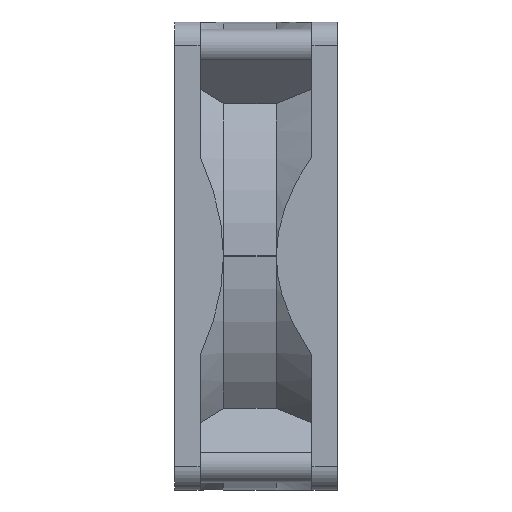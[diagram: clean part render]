
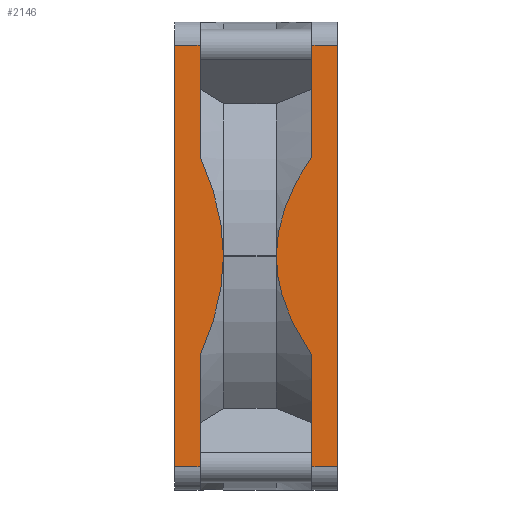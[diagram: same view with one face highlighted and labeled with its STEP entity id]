
A CAD part, left-side view. The second image highlights one B-rep face of the part: STEP entity #2146.
In plain terms, the highlighted planar face has unit normal (-1, 0, 0).
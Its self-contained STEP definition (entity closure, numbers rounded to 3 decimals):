
#545=CARTESIAN_POINT('POINT9980',(-46.,27.,
   19.55));
#546=VERTEX_POINT('VERTEX9980',#545);
#547=CARTESIAN_POINT('POINT9981',(-46.,22.4,
   0.01));
#548=VERTEX_POINT('VERTEX9981',#547);
#549=(BOUNDED_CURVE() B_SPLINE_CURVE(2,(#550,#551,#552),.UNSPECIFIED.,
   .F.,.F.) B_SPLINE_CURVE_WITH_KNOTS((3,3),(0.,
   20.191),.UNSPECIFIED.) CURVE() 
   GEOMETRIC_REPRESENTATION_ITEM() RATIONAL_B_SPLINE_CURVE((1.,
   1.021,1.)) REPRESENTATION_ITEM('SPLINE_CRV942')
   );
#550=CARTESIAN_POINT('',(-46.,27.,19.55));
#551=CARTESIAN_POINT('',(-46.,22.402,
   9.374));
#552=CARTESIAN_POINT('',(-46.,22.4,0.01));
#553=EDGE_CURVE('EDGE14637',#546,#548,#549,.T.);
#578=CARTESIAN_POINT('POINT9982',(-46.,12.,
   0.01));
#579=VERTEX_POINT('VERTEX9982',#578);
#580=CARTESIAN_POINT('POS15217',(-46.,17.2,
   0.01));
#581=DIRECTION('DIR24721',(0.,-1.,
   0.));
#582=VECTOR('VEC5713',#581,1.);
#583=LINE('STRAIGHT5713',#580,#582);
#584=EDGE_CURVE('EDGE14640',#548,#579,#583,.T.);
#603=CARTESIAN_POINT('POINT9983',(-46.,5.,
   19.55));
#604=VERTEX_POINT('VERTEX9983',#603);
#605=(BOUNDED_CURVE() B_SPLINE_CURVE(2,(#606,#607,#608),.UNSPECIFIED.,
   .F.,.F.) B_SPLINE_CURVE_WITH_KNOTS((3,3),(0.,
   21.001),.UNSPECIFIED.) CURVE() 
   GEOMETRIC_REPRESENTATION_ITEM() RATIONAL_B_SPLINE_CURVE((1.,
   1.021,1.)) REPRESENTATION_ITEM('SPLINE_CRV943')
   );
#606=CARTESIAN_POINT('',(-46.,12.,0.01));
#607=CARTESIAN_POINT('',(-46.,11.997,
   9.374));
#608=CARTESIAN_POINT('',(-46.,5.,
   19.55));
#609=EDGE_CURVE('EDGE14642',#579,#604,#605,.T.);
#628=CARTESIAN_POINT('POINT9984',(-46.,5.,
   -19.55));
#629=VERTEX_POINT('VERTEX9984',#628);
#630=CARTESIAN_POINT('POINT9985',(-46.,12.,
   -0.01));
#631=VERTEX_POINT('VERTEX9985',#630);
#632=(BOUNDED_CURVE() B_SPLINE_CURVE(2,(#633,#634,#635),.UNSPECIFIED.,
   .F.,.F.) B_SPLINE_CURVE_WITH_KNOTS((3,3),(0.,
   21.001),.UNSPECIFIED.) CURVE() 
   GEOMETRIC_REPRESENTATION_ITEM() RATIONAL_B_SPLINE_CURVE((1.,
   1.021,1.)) REPRESENTATION_ITEM('SPLINE_CRV944')
   );
#633=CARTESIAN_POINT('',(-46.,5.,
   -19.55));
#634=CARTESIAN_POINT('',(-46.,11.997,
   -9.374));
#635=CARTESIAN_POINT('',(-46.,12.,-0.01));
#636=EDGE_CURVE('EDGE14644',#629,#631,#632,.T.);
#646=CARTESIAN_POINT('POINT9986',(-46.,22.4,
   -0.01));
#647=VERTEX_POINT('VERTEX9986',#646);
#648=CARTESIAN_POINT('POS15222',(-46.,17.2,
   -0.01));
#649=DIRECTION('DIR24730',(0.,1.,
   0.));
#650=VECTOR('VEC5714',#649,1.);
#651=LINE('STRAIGHT5714',#648,#650);
#652=EDGE_CURVE('EDGE14647',#631,#647,#651,.T.);
#661=CARTESIAN_POINT('POINT9987',(-46.,27.,
   -19.55));
#662=VERTEX_POINT('VERTEX9987',#661);
#663=(BOUNDED_CURVE() B_SPLINE_CURVE(2,(#664,#665,#666),.UNSPECIFIED.,
   .F.,.F.) B_SPLINE_CURVE_WITH_KNOTS((3,3),(0.,
   20.191),.UNSPECIFIED.) CURVE() 
   GEOMETRIC_REPRESENTATION_ITEM() RATIONAL_B_SPLINE_CURVE((1.,
   1.021,1.)) REPRESENTATION_ITEM('SPLINE_CRV945')
   );
#664=CARTESIAN_POINT('',(-46.,22.4,-0.01));
#665=CARTESIAN_POINT('',(-46.,22.402,
   -9.374));
#666=CARTESIAN_POINT('',(-46.,27.,-19.55));
#667=EDGE_CURVE('EDGE14649',#647,#662,#663,.T.);
#726=CARTESIAN_POINT('POINT9992',(-46.,27.,
   -41.4));
#727=VERTEX_POINT('VERTEX9992',#726);
#728=CARTESIAN_POINT('POS15224',(-46.,27.,-41.4));
#729=DIRECTION('DIR24732',(0.,0.,1.));
#730=VECTOR('VEC5716',#729,1.);
#731=LINE('STRAIGHT5716',#728,#730);
#732=EDGE_CURVE('EDGE14658',#727,#662,#731,.T.);
#820=CARTESIAN_POINT('POINT9999',(-46.,
   5.,-41.4));
#821=VERTEX_POINT('VERTEX9999',#820);
#829=CARTESIAN_POINT('POS15231',(-46.,5.,
   -41.4));
#830=DIRECTION('DIR24742',(0.,0.,-1.));
#831=VECTOR('VEC5720',#830,1.);
#832=LINE('STRAIGHT5720',#829,#831);
#833=EDGE_CURVE('EDGE14670',#629,#821,#832,.T.);
#1100=CARTESIAN_POINT('POINT10020',(-46.,5.,41.4));
#1101=VERTEX_POINT('VERTEX10020',#1100);
#1102=EDGE_CURVE('EDGE14704',#1101,#604,#832,.T.);
#1173=CARTESIAN_POINT('POINT10027',(-46.,27.,41.4));
#1174=VERTEX_POINT('VERTEX10027',#1173);
#1182=EDGE_CURVE('EDGE14716',#546,#1174,#731,.T.);
#2019=CARTESIAN_POINT('POINT10089',(-46.,
   0.,-41.4));
#2020=VERTEX_POINT('VERTEX10089',#2019);
#2028=CARTESIAN_POINT('POS15348',(-46.,
   0.,-41.4));
#2029=DIRECTION('DIR24934',(0.,1.,0.));
#2030=VECTOR('VEC5762',#2029,1.);
#2031=LINE('STRAIGHT5762',#2028,#2030);
#2032=EDGE_CURVE('EDGE14795',#2020,#821,#2031,.T.);
#2043=CARTESIAN_POINT('POINT10090',(-46.,0.,
   41.4));
#2044=VERTEX_POINT('VERTEX10090',#2043);
#2045=CARTESIAN_POINT('POS15350',(-46.,0.,
   41.4));
#2046=DIRECTION('DIR24937',(0.,1.,0.));
#2047=VECTOR('VEC5763',#2046,1.);
#2048=LINE('STRAIGHT5763',#2045,#2047);
#2049=EDGE_CURVE('EDGE14796',#2044,#1101,#2048,.T.);
#2076=CARTESIAN_POINT('POINT10093',(-46.,32.,41.4));
#2077=VERTEX_POINT('VERTEX10093',#2076);
#2085=CARTESIAN_POINT('POS15355',(-46.,27.,41.4));
#2086=DIRECTION('DIR24945',(0.,1.,0.));
#2087=VECTOR('VEC5765',#2086,1.);
#2088=LINE('STRAIGHT5765',#2085,#2087);
#2089=EDGE_CURVE('EDGE14800',#1174,#2077,#2088,.T.);
#2106=CARTESIAN_POINT('POINT10094',(-46.,32.,
   -41.4));
#2107=VERTEX_POINT('VERTEX10094',#2106);
#2108=CARTESIAN_POINT('POS15358',(-46.,32.,-41.4));
#2109=DIRECTION('DIR24949',(0.,0.,-1.));
#2110=VECTOR('VEC5767',#2109,1.);
#2111=LINE('STRAIGHT5767',#2108,#2110);
#2112=EDGE_CURVE('EDGE14802',#2077,#2107,#2111,.T.);
#2113=ORIENTED_EDGE('COEDGE29491',*,*,#2112,.T.);
#2114=CARTESIAN_POINT('POS15359',(-46.,27.,
   -41.4));
#2115=DIRECTION('DIR24950',(0.,1.,0.));
#2116=VECTOR('VEC5768',#2115,1.);
#2117=LINE('STRAIGHT5768',#2114,#2116);
#2118=EDGE_CURVE('EDGE14803',#727,#2107,#2117,.T.);
#2119=ORIENTED_EDGE('COEDGE29492',*,*,#2118,.F.);
#2120=ORIENTED_EDGE('COEDGE29493',*,*,#732,.T.);
#2121=ORIENTED_EDGE('COEDGE29494',*,*,#667,.F.);
#2122=ORIENTED_EDGE('COEDGE29495',*,*,#652,.F.);
#2123=ORIENTED_EDGE('COEDGE29496',*,*,#636,.F.);
#2124=ORIENTED_EDGE('COEDGE29497',*,*,#833,.T.);
#2125=ORIENTED_EDGE('COEDGE29498',*,*,#2032,.F.);
#2126=CARTESIAN_POINT('POS15360',(-46.,0.,
   -41.4));
#2127=DIRECTION('DIR24951',(0.,0.,1.));
#2128=VECTOR('VEC5769',#2127,1.);
#2129=LINE('STRAIGHT5769',#2126,#2128);
#2130=EDGE_CURVE('EDGE14804',#2020,#2044,#2129,.T.);
#2131=ORIENTED_EDGE('COEDGE29499',*,*,#2130,.T.);
#2132=ORIENTED_EDGE('COEDGE29500',*,*,#2049,.T.);
#2133=ORIENTED_EDGE('COEDGE29501',*,*,#1102,.T.);
#2134=ORIENTED_EDGE('COEDGE29502',*,*,#609,.F.);
#2135=ORIENTED_EDGE('COEDGE29503',*,*,#584,.F.);
#2136=ORIENTED_EDGE('COEDGE29504',*,*,#553,.F.);
#2137=ORIENTED_EDGE('COEDGE29505',*,*,#1182,.T.);
#2138=ORIENTED_EDGE('COEDGE29506',*,*,#2089,.T.);
#2139=EDGE_LOOP('NONE',(#2113,#2119,#2120,#2121,#2122,#2123,#2124,#2125,
   #2131,#2132,#2133,#2134,#2135,#2136,#2137,#2138));
#2140=FACE_BOUND('LOOP1',#2139,.T.);
#2141=CARTESIAN_POINT('POS15361',(-46.,27.,41.4));
#2142=DIRECTION('DIR24952',(-1.,0.,0.));
#2143=DIRECTION('DIR24953',(0.,1.,0.));
#2144=AXIS2_PLACEMENT_3D('AXIS9592',#2141,#2142,#2143);
#2145=PLANE('PLANE1447',#2144);
#2146=ADVANCED_FACE('FACE5157',(#2140),#2145,.T.);
